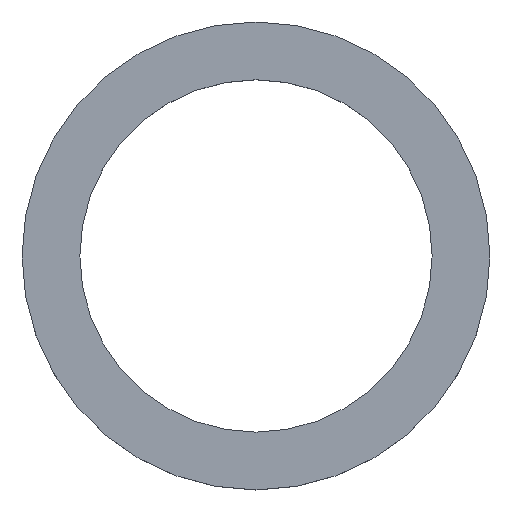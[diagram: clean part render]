
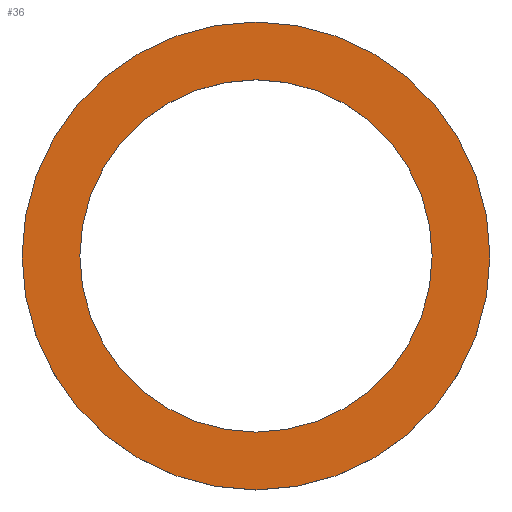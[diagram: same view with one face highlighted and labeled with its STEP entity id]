
A CAD part, top view. The second image highlights one B-rep face of the part: STEP entity #36.
In plain terms, the highlighted planar face has unit normal (0, 0, 1).
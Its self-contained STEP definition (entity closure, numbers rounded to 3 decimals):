
#19 = DIRECTION ( 'NONE',  ( 0., 0., 1. ) ) ;
#26 = EDGE_CURVE ( 'NONE', #72, #166, #146, .T. ) ;
#30 = ORIENTED_EDGE ( 'NONE', *, *, #148, .F. ) ;
#36 = ADVANCED_FACE ( 'NONE', ( #67, #102 ), #56, .T. ) ;
#38 = CARTESIAN_POINT ( 'NONE',  ( 0., 0., 0. ) ) ;
#41 = DIRECTION ( 'NONE',  ( 0., 0., 1. ) ) ;
#49 = EDGE_CURVE ( 'NONE', #145, #64, #144, .T. ) ;
#52 = AXIS2_PLACEMENT_3D ( 'NONE', #155, #61, #173 ) ;
#56 = PLANE ( 'NONE',  #74 ) ;
#61 = DIRECTION ( 'NONE',  ( 0., 0., 1. ) ) ;
#64 = VERTEX_POINT ( 'NONE', #73 ) ;
#67 = FACE_BOUND ( 'NONE', #82, .T. ) ;
#72 = VERTEX_POINT ( 'NONE', #88 ) ;
#73 = CARTESIAN_POINT ( 'NONE',  ( -8., 0., 0. ) ) ;
#74 = AXIS2_PLACEMENT_3D ( 'NONE', #38, #187, #87 ) ;
#75 = CARTESIAN_POINT ( 'NONE',  ( 8., 0., 0. ) ) ;
#82 = EDGE_LOOP ( 'NONE', ( #203, #30 ) ) ;
#83 = AXIS2_PLACEMENT_3D ( 'NONE', #134, #41, #153 ) ;
#87 = DIRECTION ( 'NONE',  ( 1., 0., 0. ) ) ;
#88 = CARTESIAN_POINT ( 'NONE',  ( -10.625, 0., 0. ) ) ;
#91 = CARTESIAN_POINT ( 'NONE',  ( 0., 0., 0. ) ) ;
#99 = ORIENTED_EDGE ( 'NONE', *, *, #207, .T. ) ;
#102 = FACE_OUTER_BOUND ( 'NONE', #158, .T. ) ;
#106 = DIRECTION ( 'NONE',  ( 1., 0., 0. ) ) ;
#113 = AXIS2_PLACEMENT_3D ( 'NONE', #115, #19, #133 ) ;
#115 = CARTESIAN_POINT ( 'NONE',  ( 0., 0., 0. ) ) ;
#119 = CIRCLE ( 'NONE', #178, 10.625 ) ;
#126 = CARTESIAN_POINT ( 'NONE',  ( 10.625, 0., 0. ) ) ;
#132 = ORIENTED_EDGE ( 'NONE', *, *, #26, .T. ) ;
#133 = DIRECTION ( 'NONE',  ( 1., 0., 0. ) ) ;
#134 = CARTESIAN_POINT ( 'NONE',  ( 0., 0., 0. ) ) ;
#144 = CIRCLE ( 'NONE', #83, 8. ) ;
#145 = VERTEX_POINT ( 'NONE', #75 ) ;
#146 = CIRCLE ( 'NONE', #113, 10.625 ) ;
#148 = EDGE_CURVE ( 'NONE', #64, #145, #180, .T. ) ;
#153 = DIRECTION ( 'NONE',  ( 1., 0., 0. ) ) ;
#155 = CARTESIAN_POINT ( 'NONE',  ( 0., 0., 0. ) ) ;
#158 = EDGE_LOOP ( 'NONE', ( #99, #132 ) ) ;
#166 = VERTEX_POINT ( 'NONE', #126 ) ;
#173 = DIRECTION ( 'NONE',  ( 1., 0., 0. ) ) ;
#178 = AXIS2_PLACEMENT_3D ( 'NONE', #91, #209, #106 ) ;
#180 = CIRCLE ( 'NONE', #52, 8. ) ;
#187 = DIRECTION ( 'NONE',  ( 0., 0., 1. ) ) ;
#203 = ORIENTED_EDGE ( 'NONE', *, *, #49, .F. ) ;
#207 = EDGE_CURVE ( 'NONE', #166, #72, #119, .T. ) ;
#209 = DIRECTION ( 'NONE',  ( 0., 0., 1. ) ) ;
